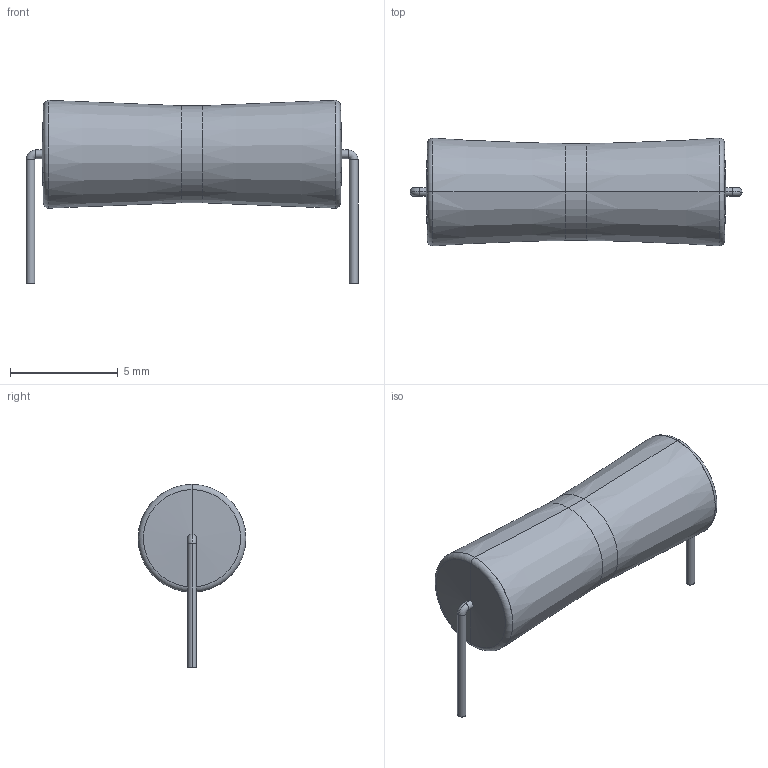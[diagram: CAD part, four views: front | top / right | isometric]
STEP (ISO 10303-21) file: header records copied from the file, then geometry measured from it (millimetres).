
FILE_DESCRIPTION(('produced by SPATIAL CORP'),'2;1');
FILE_NAME( 'res_power_.prt.hh.sat.stp','2002-04-19T14:06:00+00:00',('SPATIAL CORP'),('SPATIAL CORP'), 'ACIS STEP Husk','http://www.spatial.com','SPATIAL CORP');
FILE_SCHEMA(('CONFIG_CONTROL_DESIGN'));
Length unit declared in the file: millimetre
Products named in the file (1): PRODUCT_ID_1
Bounding box: 15.4 x 5 x 8.5 mm (x, y, z)
Volume: 245.4 mm3; surface area: 257.5 mm2
Topology: 1 solids, 1 shells, 32 faces, 62 edges, 32 vertices
Faces by surface type: cylinder 14, torus 8, cone 8, plane 2
Entity records: 887 total; most frequent: DIRECTION 166, CARTESIAN_POINT 126, ORIENTED_EDGE 124, AXIS2_PLACEMENT_3D 72, EDGE_CURVE 62, CIRCLE 40, VERTEX_POINT 32, EDGE_LOOP 32
